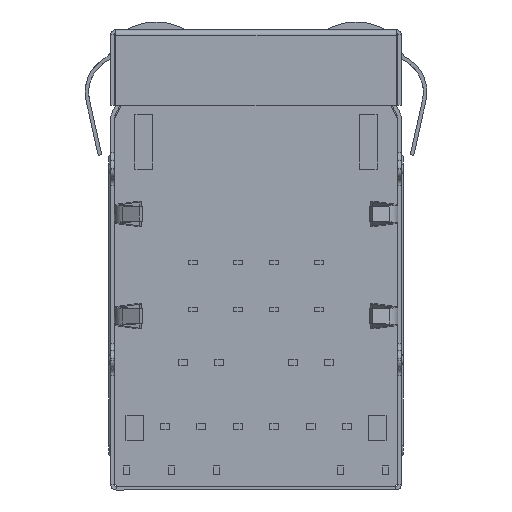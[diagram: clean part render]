
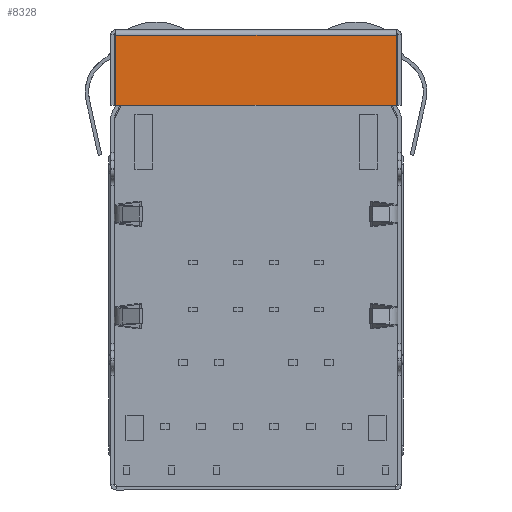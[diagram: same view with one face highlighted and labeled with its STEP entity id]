
A CAD part, front view. The second image highlights one B-rep face of the part: STEP entity #8328.
In plain terms, the highlighted planar face has unit normal (0, -1, 0).
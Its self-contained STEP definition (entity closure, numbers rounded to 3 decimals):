
#505 = DIRECTION ( 'NONE',  ( -1., 0., 0. ) ) ;
#584 = EDGE_CURVE ( 'NONE', #17468, #19082, #21375, .T. ) ;
#1243 = DIRECTION ( 'NONE',  ( -1., 0., 0. ) ) ;
#1910 = PLANE ( 'NONE',  #10371 ) ;
#2144 = DIRECTION ( 'NONE',  ( 0., 0., 1. ) ) ;
#2273 = VECTOR ( 'NONE', #2144, 1000. ) ;
#2435 = ORIENTED_EDGE ( 'NONE', *, *, #9090, .F. ) ;
#3490 = VERTEX_POINT ( 'NONE', #12846 ) ;
#4002 = LINE ( 'NONE', #13322, #8078 ) ;
#4183 = DIRECTION ( 'NONE',  ( 0., 0., -1. ) ) ;
#4606 = EDGE_CURVE ( 'NONE', #3490, #24491, #24223, .T. ) ;
#4866 = CARTESIAN_POINT ( 'NONE',  ( -7.829, 0.4, 3.56 ) ) ;
#7870 = EDGE_LOOP ( 'NONE', ( #25313, #14092, #9626, #2435 ) ) ;
#8078 = VECTOR ( 'NONE', #1243, 1000. ) ;
#8328 = ADVANCED_FACE ( 'NONE', ( #18685 ), #1910, .T. ) ;
#8399 = CARTESIAN_POINT ( 'NONE',  ( 7.829, 0.4, 3.56 ) ) ;
#8461 = CARTESIAN_POINT ( 'NONE',  ( -7.829, 0.4, 7.56 ) ) ;
#9090 = EDGE_CURVE ( 'NONE', #24491, #17468, #4002, .T. ) ;
#9230 = VECTOR ( 'NONE', #4183, 1000. ) ;
#9626 = ORIENTED_EDGE ( 'NONE', *, *, #584, .F. ) ;
#10084 = CARTESIAN_POINT ( 'NONE',  ( 0., 0.4, 7.46 ) ) ;
#10141 = CARTESIAN_POINT ( 'NONE',  ( -7.829, 0.4, 7.46 ) ) ;
#10371 = AXIS2_PLACEMENT_3D ( 'NONE', #12037, #12215, #15993 ) ;
#12037 = CARTESIAN_POINT ( 'NONE',  ( 0., 0.4, 0. ) ) ;
#12215 = DIRECTION ( 'NONE',  ( 0., -1., 0. ) ) ;
#12846 = CARTESIAN_POINT ( 'NONE',  ( 7.829, 0.4, 7.46 ) ) ;
#13241 = VECTOR ( 'NONE', #505, 1000. ) ;
#13322 = CARTESIAN_POINT ( 'NONE',  ( -7.829, 0.4, 3.56 ) ) ;
#14092 = ORIENTED_EDGE ( 'NONE', *, *, #23605, .T. ) ;
#14193 = LINE ( 'NONE', #10084, #13241 ) ;
#15466 = CARTESIAN_POINT ( 'NONE',  ( 7.829, 0.4, 3.56 ) ) ;
#15993 = DIRECTION ( 'NONE',  ( 0., 0., -1. ) ) ;
#17468 = VERTEX_POINT ( 'NONE', #4866 ) ;
#18685 = FACE_OUTER_BOUND ( 'NONE', #7870, .T. ) ;
#19082 = VERTEX_POINT ( 'NONE', #10141 ) ;
#21375 = LINE ( 'NONE', #8461, #2273 ) ;
#23605 = EDGE_CURVE ( 'NONE', #3490, #19082, #14193, .T. ) ;
#24223 = LINE ( 'NONE', #8399, #9230 ) ;
#24491 = VERTEX_POINT ( 'NONE', #15466 ) ;
#25313 = ORIENTED_EDGE ( 'NONE', *, *, #4606, .F. ) ;
